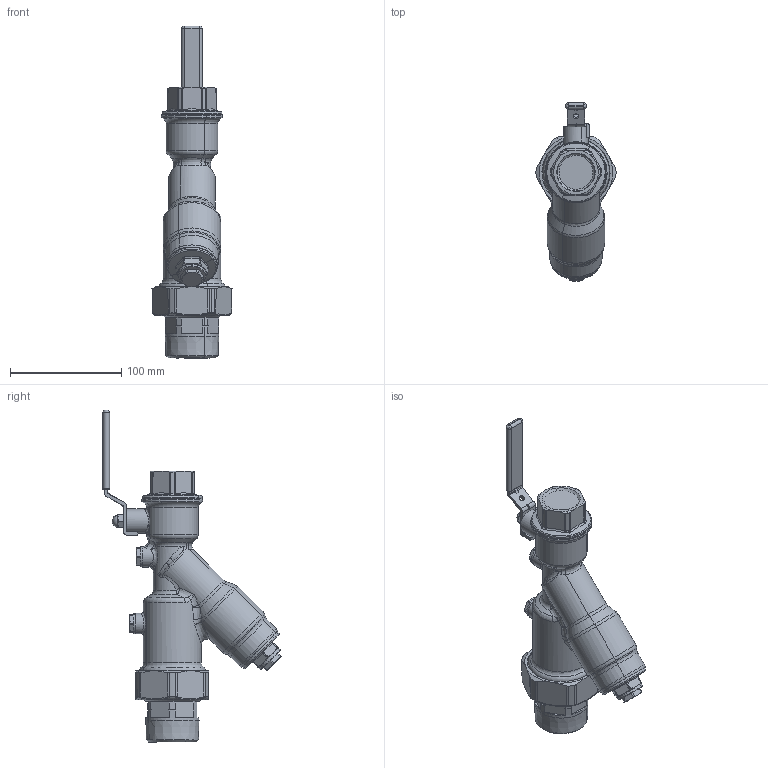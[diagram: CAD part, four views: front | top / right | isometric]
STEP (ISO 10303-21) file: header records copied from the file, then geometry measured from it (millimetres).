
FILE_DESCRIPTION(('CATIA V5 STEP Exchange'),'2;1');
FILE_NAME('STEP_120161_-_TST.stp','2019-01-10T12:28:09+00:00',('none'),('none'),'CATIA Version 5-6 Release 2016 SP4','CATIA V5 STEP AP203','none');
FILE_SCHEMA(('CONFIG_CONTROL_DESIGN'));
Length unit declared in the file: millimetre
Products named in the file (1): 120161 - TST
Bounding box: 71.96 x 160.29 x 298.5 mm (x, y, z)
Volume: 798893.2 mm3; surface area: 141112.5 mm2
Topology: 40 solids, 40 shells, 1581 faces, 3734 edges, 2228 vertices
Faces by surface type: plane 431, cylinder 285, bspline 268, cone 245, torus 158, extrusion 119, revolution 46, sphere 29
Entity records: 60999 total; most frequent: CARTESIAN_POINT 29698, ORIENTED_EDGE 7388, DIRECTION 4355, EDGE_CURVE 3694, VERTEX_POINT 2228, AXIS2_PLACEMENT_3D 1983, EDGE_LOOP 1648, ADVANCED_FACE 1581
